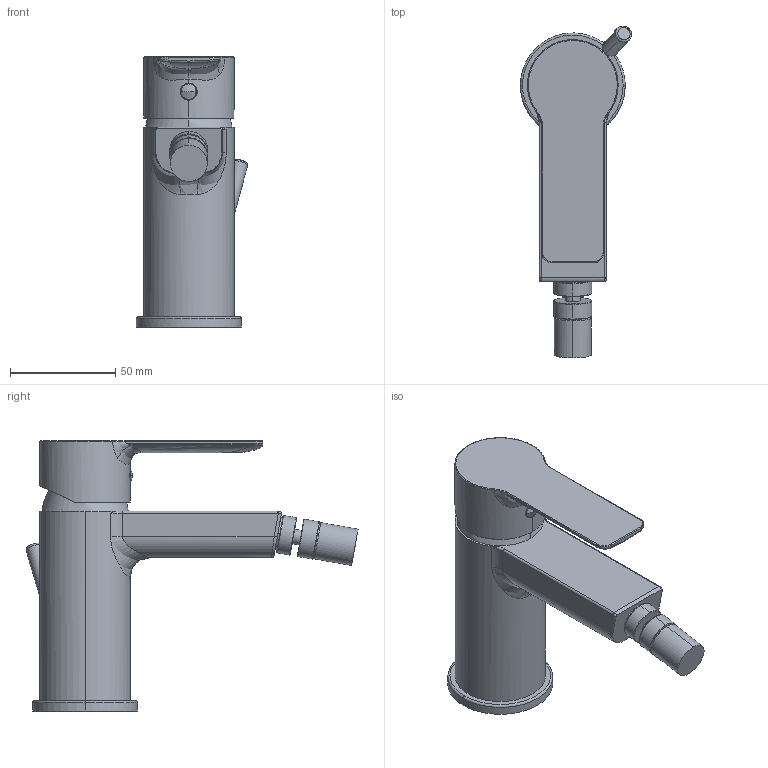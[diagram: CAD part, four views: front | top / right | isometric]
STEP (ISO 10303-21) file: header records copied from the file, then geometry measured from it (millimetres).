
FILE_DESCRIPTION(/* description */ (''),/* implementation_level */ '2;1');
FILE_NAME(/* name */ 'DC2400011010_DC2400011046',/* time_stamp */ '2025-03-31T11:41:00+02:00',/* author */ (''),/* organization */ (''),/* preprocessor_version */ 'ST-DEVELOPER v16.5',/* originating_system */ 'Rhino 7.38',/* authorisation */ '');
FILE_SCHEMA (('CONFIG_CONTROL_DESIGN'));
Length unit declared in the file: millimetre
Products named in the file (1): Document
Bounding box: 52.84 x 157.71 x 128.3 mm (x, y, z)
Volume: 20427.1 mm3; surface area: 40890.3 mm2
Topology: 4 solids, 14 shells, 165 faces, 384 edges, 248 vertices
Faces by surface type: bspline 72, cylinder 48, plane 45
Entity records: 9308 total; most frequent: CARTESIAN_POINT 6810, ORIENTED_EDGE 729, EDGE_CURVE 382, VERTEX_POINT 248, B_SPLINE_CURVE_WITH_KNOTS 196, EDGE_LOOP 184, ADVANCED_FACE 165, FACE_OUTER_BOUND 165
